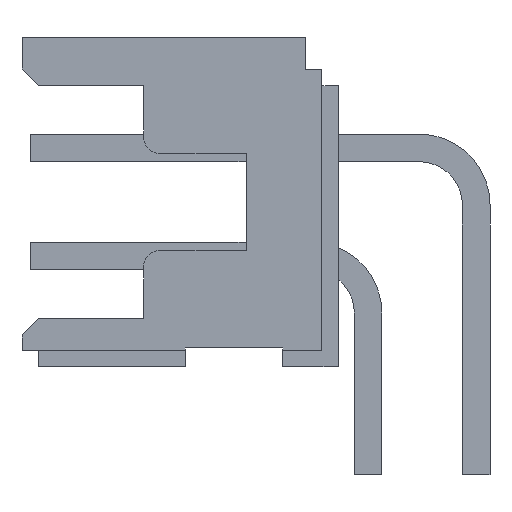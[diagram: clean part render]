
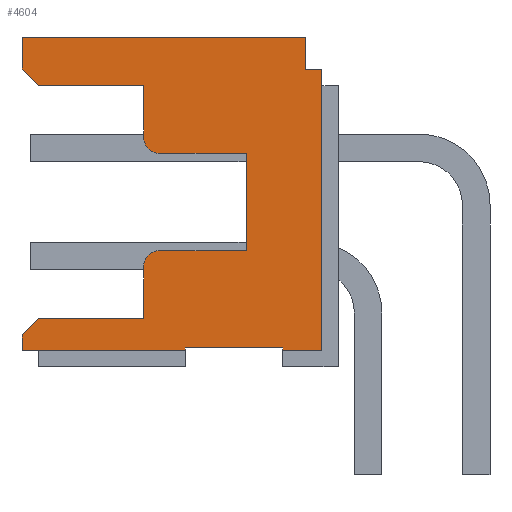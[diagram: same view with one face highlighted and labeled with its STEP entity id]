
A CAD part, left-side view. The second image highlights one B-rep face of the part: STEP entity #4604.
In plain terms, the highlighted planar face has unit normal (-1, 0, 0).
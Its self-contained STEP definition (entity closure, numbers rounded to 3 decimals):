
#1=DIRECTION('',(0.,0.,1.));
#2=VECTOR('',#1,0.05);
#3=CARTESIAN_POINT('',(-6.,2.83,-2.75));
#4=LINE('4071',#3,#2);
#5=DIRECTION('',(0.,-1.,0.));
#6=VECTOR('',#5,3.021);
#7=CARTESIAN_POINT('',(-6.,5.851,-2.75));
#8=LINE('4081',#7,#6);
#9=DIRECTION('',(0.,0.,1.));
#10=VECTOR('',#9,0.29);
#11=CARTESIAN_POINT('',(-6.,5.851,-2.75));
#12=LINE('3977',#11,#10);
#13=DIRECTION('',(0.,-0.707,0.707));
#14=VECTOR('',#13,0.424);
#15=CARTESIAN_POINT('',(-6.,5.851,-2.46));
#16=LINE('3905',#15,#14);
#17=DIRECTION('',(0.,-1.,0.));
#18=VECTOR('',#17,1.95);
#19=CARTESIAN_POINT('',(-6.,5.551,-2.16));
#20=LINE('3906',#19,#18);
#21=DIRECTION('',(0.,0.,1.));
#22=VECTOR('',#21,0.96);
#23=CARTESIAN_POINT('',(-6.,3.601,-2.16));
#24=LINE('3919',#23,#22);
#25=CARTESIAN_POINT('',(-6.,3.301,-1.2));
#26=DIRECTION('',(1.,0.,0.));
#27=DIRECTION('',(0.,1.,0.));
#28=AXIS2_PLACEMENT_3D('',#25,#26,#27);
#30=DIRECTION('',(0.,-1.,0.));
#31=VECTOR('',#30,1.6);
#32=CARTESIAN_POINT('',(-6.,3.301,-0.9));
#33=LINE('3921',#32,#31);
#34=DIRECTION('',(0.,0.,1.));
#35=VECTOR('',#34,1.8);
#36=CARTESIAN_POINT('',(-6.,1.701,-0.9));
#37=LINE('3907',#36,#35);
#38=DIRECTION('',(0.,1.,0.));
#39=VECTOR('',#38,1.6);
#40=CARTESIAN_POINT('',(-6.,1.701,0.9));
#41=LINE('3922',#40,#39);
#42=CARTESIAN_POINT('',(-6.,3.301,1.2));
#43=DIRECTION('',(1.,0.,0.));
#44=DIRECTION('',(0.,0.,-1.));
#45=AXIS2_PLACEMENT_3D('',#42,#43,#44);
#47=DIRECTION('',(0.,0.,1.));
#48=VECTOR('',#47,0.96);
#49=CARTESIAN_POINT('',(-6.,3.601,1.2));
#50=LINE('3924',#49,#48);
#51=DIRECTION('',(0.,1.,0.));
#52=VECTOR('',#51,1.95);
#53=CARTESIAN_POINT('',(-6.,3.601,2.16));
#54=LINE('3908',#53,#52);
#55=DIRECTION('',(0.,0.707,0.707));
#56=VECTOR('',#55,0.424);
#57=CARTESIAN_POINT('',(-6.,5.551,2.16));
#58=LINE('3909',#57,#56);
#59=DIRECTION('',(0.,0.,1.));
#60=VECTOR('',#59,0.59);
#61=CARTESIAN_POINT('',(-6.,5.851,2.46));
#62=LINE('3910',#61,#60);
#63=DIRECTION('',(0.,-1.,0.));
#64=VECTOR('',#63,5.251);
#65=CARTESIAN_POINT('',(-6.,5.851,3.05));
#66=LINE('3972',#65,#64);
#67=DIRECTION('',(0.,0.,-1.));
#68=VECTOR('',#67,0.6);
#69=CARTESIAN_POINT('',(-6.,0.6,3.05));
#70=LINE('3968',#69,#68);
#71=DIRECTION('',(0.,-1.,0.));
#72=VECTOR('',#71,0.3);
#73=CARTESIAN_POINT('',(-6.,0.6,2.45));
#74=LINE('3969',#73,#72);
#75=DIRECTION('',(0.,0.,-1.));
#76=VECTOR('',#75,5.2);
#77=CARTESIAN_POINT('',(-6.,0.3,2.45));
#78=LINE('3974',#77,#76);
#79=DIRECTION('',(0.,-1.,0.));
#80=VECTOR('',#79,0.73);
#81=CARTESIAN_POINT('',(-6.,1.03,-2.75));
#82=LINE('4082',#81,#80);
#83=DIRECTION('',(0.,0.,1.));
#84=VECTOR('',#83,0.05);
#85=CARTESIAN_POINT('',(-6.,1.03,-2.75));
#86=LINE('4073',#85,#84);
#87=DIRECTION('',(0.,-1.,0.));
#88=VECTOR('',#87,1.8);
#89=CARTESIAN_POINT('',(-6.,2.83,-2.7));
#90=LINE('4072',#89,#88);
#3449=CARTESIAN_POINT('',(-6.,5.851,-2.46));
#3450=CARTESIAN_POINT('',(-6.,5.551,-2.16));
#3451=VERTEX_POINT('',#3449);
#3452=VERTEX_POINT('',#3450);
#3453=CARTESIAN_POINT('',(-6.,3.601,-2.16));
#3454=VERTEX_POINT('',#3453);
#3455=CARTESIAN_POINT('',(-6.,1.701,-0.9));
#3456=CARTESIAN_POINT('',(-6.,1.701,0.9));
#3457=VERTEX_POINT('',#3455);
#3458=VERTEX_POINT('',#3456);
#3459=CARTESIAN_POINT('',(-6.,3.601,2.16));
#3460=CARTESIAN_POINT('',(-6.,5.551,2.16));
#3461=VERTEX_POINT('',#3459);
#3462=VERTEX_POINT('',#3460);
#3463=CARTESIAN_POINT('',(-6.,5.851,2.46));
#3464=VERTEX_POINT('',#3463);
#3465=CARTESIAN_POINT('',(-6.,5.851,3.05));
#3466=VERTEX_POINT('',#3465);
#3485=CARTESIAN_POINT('',(-6.,3.601,-1.2));
#3486=VERTEX_POINT('',#3485);
#3487=CARTESIAN_POINT('',(-6.,3.301,-0.9));
#3488=VERTEX_POINT('',#3487);
#3489=CARTESIAN_POINT('',(-6.,3.301,0.9));
#3490=VERTEX_POINT('',#3489);
#3491=CARTESIAN_POINT('',(-6.,3.601,1.2));
#3492=VERTEX_POINT('',#3491);
#3541=CARTESIAN_POINT('',(-6.,0.6,3.05));
#3542=CARTESIAN_POINT('',(-6.,0.6,2.45));
#3543=VERTEX_POINT('',#3541);
#3544=VERTEX_POINT('',#3542);
#3545=CARTESIAN_POINT('',(-6.,0.3,2.45));
#3546=VERTEX_POINT('',#3545);
#3553=CARTESIAN_POINT('',(-6.,0.3,-2.75));
#3554=VERTEX_POINT('',#3553);
#3557=CARTESIAN_POINT('',(-6.,5.851,-2.75));
#3559=VERTEX_POINT('',#3557);
#3689=CARTESIAN_POINT('',(-6.,2.83,-2.7));
#3691=VERTEX_POINT('',#3689);
#3693=CARTESIAN_POINT('',(-6.,1.03,-2.7));
#3695=VERTEX_POINT('',#3693);
#3697=CARTESIAN_POINT('',(-6.,2.83,-2.75));
#3698=VERTEX_POINT('',#3697);
#3699=CARTESIAN_POINT('',(-6.,1.03,-2.75));
#3700=VERTEX_POINT('',#3699);
#4553=CARTESIAN_POINT('',(-6.,0.,0.));
#4554=DIRECTION('',(1.,0.,0.));
#4555=DIRECTION('',(0.,0.,-1.));
#4556=AXIS2_PLACEMENT_3D('',#4553,#4554,#4555);
#4557=PLANE('3575',#4556);
#4559=ORIENTED_EDGE('4071',*,*,#4558,.F.);
#4561=ORIENTED_EDGE('4081',*,*,#4560,.F.);
#4563=ORIENTED_EDGE('3977',*,*,#4562,.T.);
#4565=ORIENTED_EDGE('3905',*,*,#4564,.T.);
#4567=ORIENTED_EDGE('3906',*,*,#4566,.T.);
#4569=ORIENTED_EDGE('3919',*,*,#4568,.T.);
#4571=ORIENTED_EDGE('3920',*,*,#4570,.T.);
#4573=ORIENTED_EDGE('3921',*,*,#4572,.T.);
#4575=ORIENTED_EDGE('3907',*,*,#4574,.T.);
#4577=ORIENTED_EDGE('3922',*,*,#4576,.T.);
#4579=ORIENTED_EDGE('3923',*,*,#4578,.T.);
#4581=ORIENTED_EDGE('3924',*,*,#4580,.T.);
#4583=ORIENTED_EDGE('3908',*,*,#4582,.T.);
#4585=ORIENTED_EDGE('3909',*,*,#4584,.T.);
#4587=ORIENTED_EDGE('3910',*,*,#4586,.T.);
#4589=ORIENTED_EDGE('3972',*,*,#4588,.T.);
#4591=ORIENTED_EDGE('3968',*,*,#4590,.T.);
#4593=ORIENTED_EDGE('3969',*,*,#4592,.T.);
#4595=ORIENTED_EDGE('3974',*,*,#4594,.T.);
#4597=ORIENTED_EDGE('4082',*,*,#4596,.F.);
#4599=ORIENTED_EDGE('4073',*,*,#4598,.T.);
#4601=ORIENTED_EDGE('4072',*,*,#4600,.F.);
#4602=EDGE_LOOP('3575',(#4559,#4561,#4563,#4565,#4567,#4569,#4571,#4573,#4575,
#4577,#4579,#4581,#4583,#4585,#4587,#4589,#4591,#4593,#4595,#4597,#4599,#4601));
#4603=FACE_OUTER_BOUND('3575',#4602,.F.);
#4604=ADVANCED_FACE('3575',(#4603),#4557,.F.);
#29=CIRCLE('3920',#28,0.3);
#46=CIRCLE('3923',#45,0.3);
#4558=EDGE_CURVE('4071',#3698,#3691,#4,.T.);
#4560=EDGE_CURVE('4081',#3559,#3698,#8,.T.);
#4562=EDGE_CURVE('3977',#3559,#3451,#12,.T.);
#4564=EDGE_CURVE('3905',#3451,#3452,#16,.T.);
#4566=EDGE_CURVE('3906',#3452,#3454,#20,.T.);
#4568=EDGE_CURVE('3919',#3454,#3486,#24,.T.);
#4570=EDGE_CURVE('3920',#3486,#3488,#29,.T.);
#4572=EDGE_CURVE('3921',#3488,#3457,#33,.T.);
#4574=EDGE_CURVE('3907',#3457,#3458,#37,.T.);
#4576=EDGE_CURVE('3922',#3458,#3490,#41,.T.);
#4578=EDGE_CURVE('3923',#3490,#3492,#46,.T.);
#4580=EDGE_CURVE('3924',#3492,#3461,#50,.T.);
#4582=EDGE_CURVE('3908',#3461,#3462,#54,.T.);
#4584=EDGE_CURVE('3909',#3462,#3464,#58,.T.);
#4586=EDGE_CURVE('3910',#3464,#3466,#62,.T.);
#4588=EDGE_CURVE('3972',#3466,#3543,#66,.T.);
#4590=EDGE_CURVE('3968',#3543,#3544,#70,.T.);
#4592=EDGE_CURVE('3969',#3544,#3546,#74,.T.);
#4594=EDGE_CURVE('3974',#3546,#3554,#78,.T.);
#4596=EDGE_CURVE('4082',#3700,#3554,#82,.T.);
#4598=EDGE_CURVE('4073',#3700,#3695,#86,.T.);
#4600=EDGE_CURVE('4072',#3691,#3695,#90,.T.);
